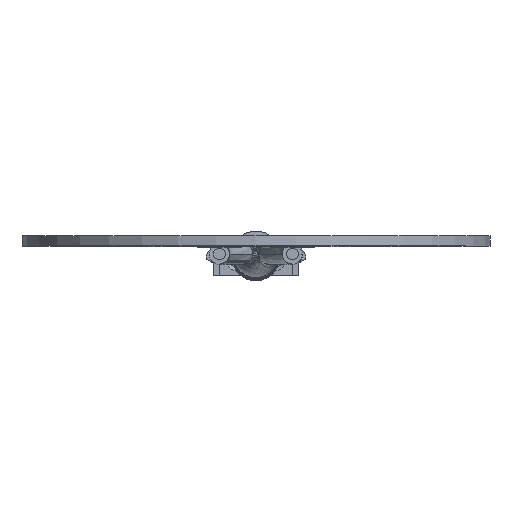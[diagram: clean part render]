
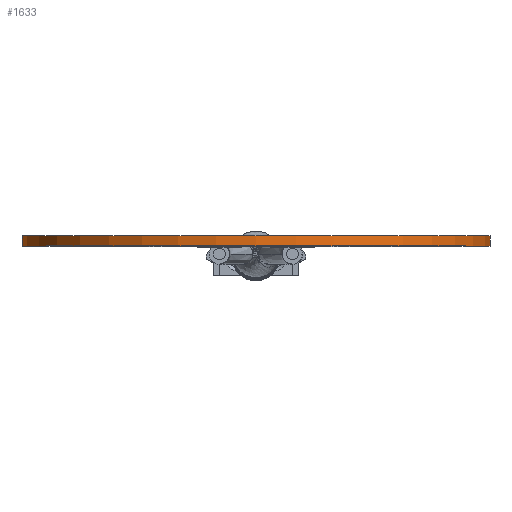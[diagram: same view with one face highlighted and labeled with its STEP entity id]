
A CAD part, top view. The second image highlights one B-rep face of the part: STEP entity #1633.
In plain terms, the highlighted cylindrical face has radius 8 mm (diameter 16 mm), a partial arc.
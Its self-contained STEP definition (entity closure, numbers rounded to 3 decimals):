
#766 = DIRECTION ( 'NONE',  ( -1., 0., 0. ) ) ;
#1633 = ADVANCED_FACE ( 'NONE', ( #17149 ), #2792, .T. ) ;
#2493 = DIRECTION ( 'NONE',  ( 0., 0., -1. ) ) ;
#2652 = CARTESIAN_POINT ( 'NONE',  ( 100.023, 52.941, 0.05 ) ) ;
#2792 = CYLINDRICAL_SURFACE ( 'NONE', #15157, 8. ) ;
#4707 = DIRECTION ( 'NONE',  ( 1., 0., 0. ) ) ;
#4826 = CARTESIAN_POINT ( 'NONE',  ( 107.314, 49.647, -0.01 ) ) ;
#5104 = DIRECTION ( 'NONE',  ( 0., 0., -1. ) ) ;
#6492 = AXIS2_PLACEMENT_3D ( 'NONE', #27014, #5104, #766 ) ;
#7880 = VECTOR ( 'NONE', #15475, 1000. ) ;
#8327 = ORIENTED_EDGE ( 'NONE', *, *, #20825, .T. ) ;
#10873 = CARTESIAN_POINT ( 'NONE',  ( 107.314, 56.235, 0.05 ) ) ;
#11103 = CARTESIAN_POINT ( 'NONE',  ( 107.314, 56.235, 0.34 ) ) ;
#12065 = LINE ( 'NONE', #27475, #24750 ) ;
#12724 = LINE ( 'NONE', #10873, #7880 ) ;
#13279 = ORIENTED_EDGE ( 'NONE', *, *, #18729, .T. ) ;
#13439 = CIRCLE ( 'NONE', #6492, 8. ) ;
#15157 = AXIS2_PLACEMENT_3D ( 'NONE', #2652, #22018, #4707 ) ;
#15442 = EDGE_CURVE ( 'NONE', #21491, #28251, #12065, .T. ) ;
#15475 = DIRECTION ( 'NONE',  ( 0., 0., -1. ) ) ;
#16112 = VERTEX_POINT ( 'NONE', #11103 ) ;
#17149 = FACE_OUTER_BOUND ( 'NONE', #22887, .T. ) ;
#17419 = DIRECTION ( 'NONE',  ( -1., 0., 0. ) ) ;
#18414 = AXIS2_PLACEMENT_3D ( 'NONE', #19707, #2493, #17419 ) ;
#18729 = EDGE_CURVE ( 'NONE', #28251, #16112, #19812, .T. ) ;
#19510 = CARTESIAN_POINT ( 'NONE',  ( 107.314, 56.235, -0.01 ) ) ;
#19707 = CARTESIAN_POINT ( 'NONE',  ( 100.023, 52.941, 0.34 ) ) ;
#19812 = CIRCLE ( 'NONE', #18414, 8. ) ;
#20677 = ORIENTED_EDGE ( 'NONE', *, *, #15442, .T. ) ;
#20825 = EDGE_CURVE ( 'NONE', #16112, #27764, #12724, .T. ) ;
#21474 = CARTESIAN_POINT ( 'NONE',  ( 107.314, 49.647, 0.34 ) ) ;
#21478 = EDGE_CURVE ( 'NONE', #21491, #27764, #13439, .T. ) ;
#21491 = VERTEX_POINT ( 'NONE', #4826 ) ;
#22018 = DIRECTION ( 'NONE',  ( 0., 0., 1. ) ) ;
#22887 = EDGE_LOOP ( 'NONE', ( #20677, #13279, #8327, #24724 ) ) ;
#24724 = ORIENTED_EDGE ( 'NONE', *, *, #21478, .F. ) ;
#24750 = VECTOR ( 'NONE', #27328, 1000. ) ;
#27014 = CARTESIAN_POINT ( 'NONE',  ( 100.023, 52.941, -0.01 ) ) ;
#27328 = DIRECTION ( 'NONE',  ( 0., 0., 1. ) ) ;
#27475 = CARTESIAN_POINT ( 'NONE',  ( 107.314, 49.647, 0.05 ) ) ;
#27764 = VERTEX_POINT ( 'NONE', #19510 ) ;
#28251 = VERTEX_POINT ( 'NONE', #21474 ) ;
